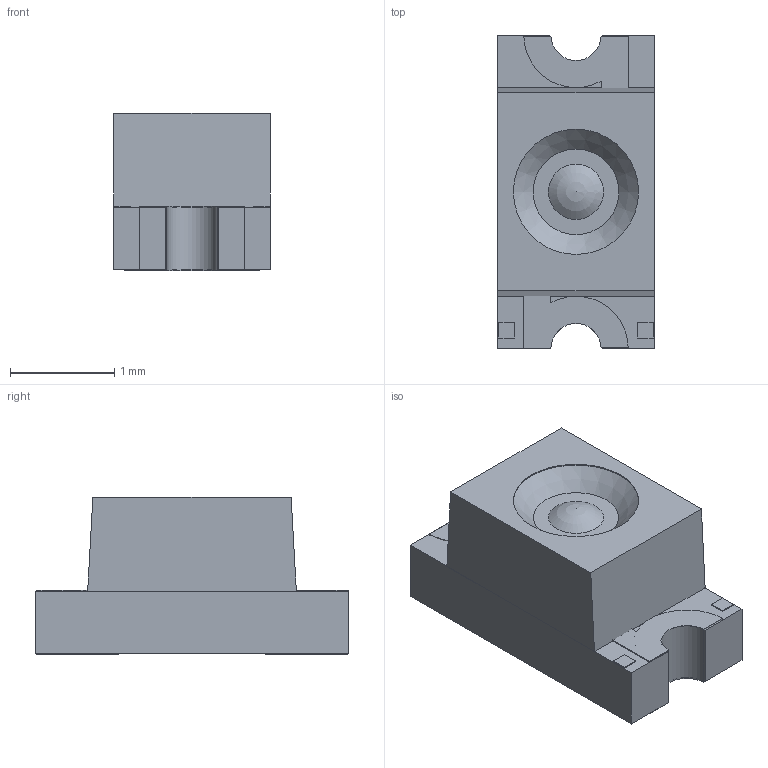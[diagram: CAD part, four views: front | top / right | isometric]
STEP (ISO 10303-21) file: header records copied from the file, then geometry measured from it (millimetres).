
FILE_DESCRIPTION(('FreeCAD Model'),'2;1');
FILE_NAME('HIT11-21C.step','2018-09-28T00:31:17',('kicad StepUp'),( 'ksu MCAD'),'Open CASCADE STEP processor 7.2','FreeCAD','Unknown');
FILE_SCHEMA(('AUTOMOTIVE_DESIGN { 1 0 10303 214 1 1 1 1 }'));
Length unit declared in the file: millimetre
Products named in the file (6): Bottom_plastic; Cathode_mark; Clear_emitter_cover; Emitter; Anode_copper; Cathode_copper
Bounding box: 1.5 x 3 x 1.51 mm (x, y, z)
Volume: 5.5 mm3; surface area: 35.7 mm2
Topology: 7 solids, 7 shells, 88 faces, 222 edges, 150 vertices
Faces by surface type: plane 77, cylinder 7, bspline 2, cone 1, sphere 1
Full cylindrical faces by diameter (mm): 1.2 x1
Entity records: 2727 total; most frequent: CARTESIAN_POINT 470, ORIENTED_EDGE 442, DIRECTION 414, EDGE_CURVE 221, LINE 194, VECTOR 194, VERTEX_POINT 149, AXIS2_PLACEMENT_3D 110
